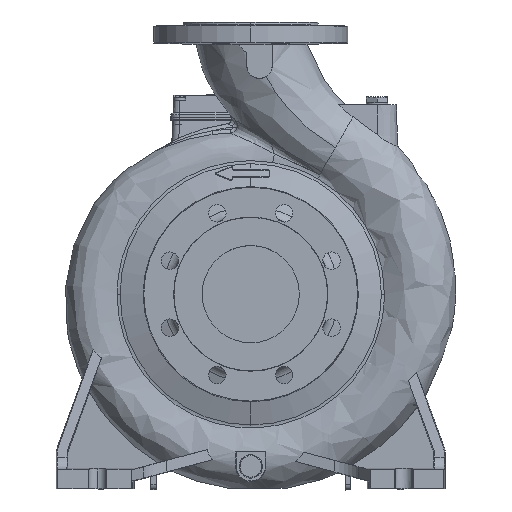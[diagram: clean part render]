
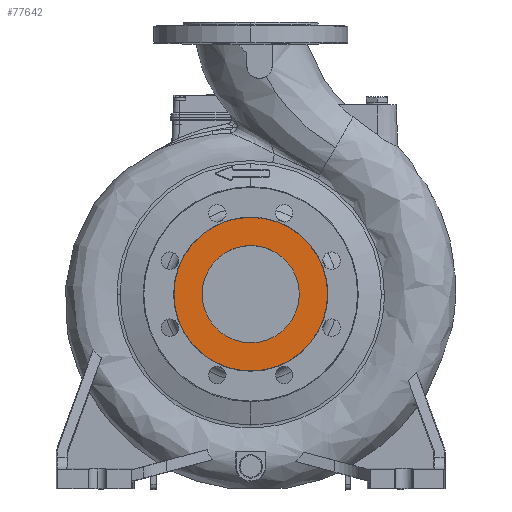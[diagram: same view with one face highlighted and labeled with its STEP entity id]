
A CAD part, top view. The second image highlights one B-rep face of the part: STEP entity #77642.
In plain terms, the highlighted face is planar.
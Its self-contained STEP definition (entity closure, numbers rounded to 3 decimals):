
#1607 = DIRECTION ( 'NONE',  ( 0., 0., -1. ) ) ;
#4251 = FACE_BOUND ( 'NONE', #12174, .T. ) ;
#11156 = AXIS2_PLACEMENT_3D ( 'NONE', #21400, #88932, #102293 ) ;
#12174 = EDGE_LOOP ( 'NONE', ( #67984, #26032 ) ) ;
#14279 = EDGE_CURVE ( 'NONE', #127470, #139976, #41202, .T. ) ;
#19424 = CARTESIAN_POINT ( 'NONE',  ( 185., 0., 50. ) ) ;
#20262 = DIRECTION ( 'NONE',  ( 0., 0., 1. ) ) ;
#21326 = CARTESIAN_POINT ( 'NONE',  ( 185., 0., 0. ) ) ;
#21400 = CARTESIAN_POINT ( 'NONE',  ( 185., 0., 0. ) ) ;
#21949 = PLANE ( 'NONE',  #104406 ) ;
#26032 = ORIENTED_EDGE ( 'NONE', *, *, #14279, .F. ) ;
#41202 = CIRCLE ( 'NONE', #164952, 50. ) ;
#43989 = EDGE_CURVE ( 'NONE', #200459, #82373, #156135, .T. ) ;
#54319 = CIRCLE ( 'NONE', #57803, 50. ) ;
#57803 = AXIS2_PLACEMENT_3D ( 'NONE', #136981, #188979, #204507 ) ;
#67984 = ORIENTED_EDGE ( 'NONE', *, *, #114901, .F. ) ;
#68517 = CARTESIAN_POINT ( 'NONE',  ( 185., -158., 158. ) ) ;
#70621 = ORIENTED_EDGE ( 'NONE', *, *, #178341, .T. ) ;
#71679 = CIRCLE ( 'NONE', #181316, 79. ) ;
#77642 = ADVANCED_FACE ( 'NONE', ( #4251, #189167 ), #21949, .F. ) ;
#81289 = CARTESIAN_POINT ( 'NONE',  ( 185., 0., -50. ) ) ;
#82373 = VERTEX_POINT ( 'NONE', #158265 ) ;
#88388 = DIRECTION ( 'NONE',  ( 0., 0., 1. ) ) ;
#88932 = DIRECTION ( 'NONE',  ( 1., 0., 0. ) ) ;
#96978 = EDGE_LOOP ( 'NONE', ( #70621, #212063 ) ) ;
#102293 = DIRECTION ( 'NONE',  ( 0., 0., 1. ) ) ;
#104406 = AXIS2_PLACEMENT_3D ( 'NONE', #68517, #120555, #88388 ) ;
#114901 = EDGE_CURVE ( 'NONE', #139976, #127470, #54319, .T. ) ;
#120555 = DIRECTION ( 'NONE',  ( -1., 0., 0. ) ) ;
#127470 = VERTEX_POINT ( 'NONE', #19424 ) ;
#136981 = CARTESIAN_POINT ( 'NONE',  ( 185., 0., 0. ) ) ;
#139976 = VERTEX_POINT ( 'NONE', #81289 ) ;
#156135 = CIRCLE ( 'NONE', #11156, 79. ) ;
#158265 = CARTESIAN_POINT ( 'NONE',  ( 185., 0., 79. ) ) ;
#161234 = DIRECTION ( 'NONE',  ( 1., 0., 0. ) ) ;
#164952 = AXIS2_PLACEMENT_3D ( 'NONE', #216491, #161234, #1607 ) ;
#166435 = CARTESIAN_POINT ( 'NONE',  ( 185., 0., -79. ) ) ;
#178341 = EDGE_CURVE ( 'NONE', #82373, #200459, #71679, .T. ) ;
#181316 = AXIS2_PLACEMENT_3D ( 'NONE', #21326, #190735, #20262 ) ;
#188979 = DIRECTION ( 'NONE',  ( 1., 0., 0. ) ) ;
#189167 = FACE_OUTER_BOUND ( 'NONE', #96978, .T. ) ;
#190735 = DIRECTION ( 'NONE',  ( 1., 0., 0. ) ) ;
#200459 = VERTEX_POINT ( 'NONE', #166435 ) ;
#204507 = DIRECTION ( 'NONE',  ( 0., 0., -1. ) ) ;
#212063 = ORIENTED_EDGE ( 'NONE', *, *, #43989, .T. ) ;
#216491 = CARTESIAN_POINT ( 'NONE',  ( 185., 0., 0. ) ) ;
